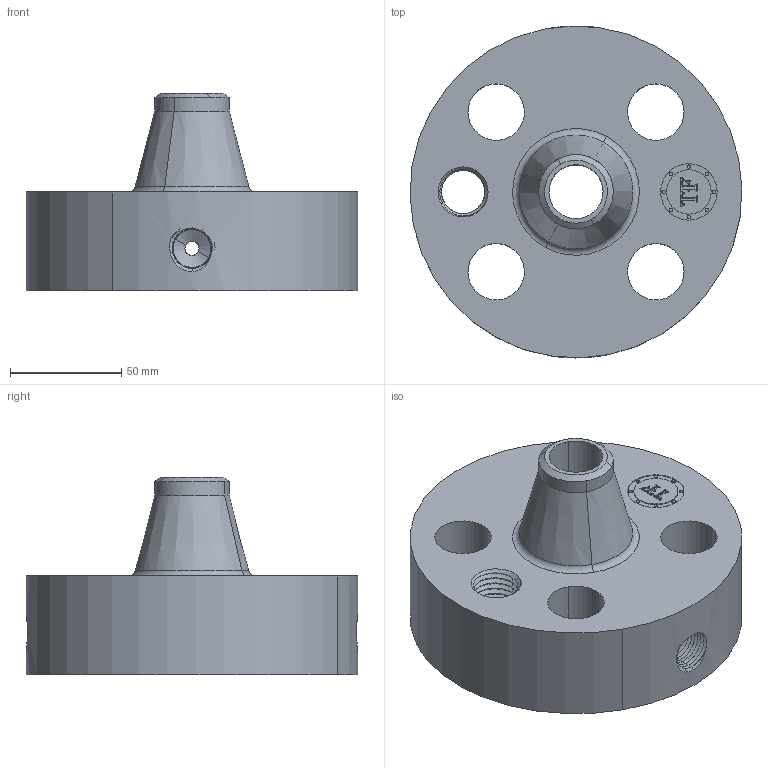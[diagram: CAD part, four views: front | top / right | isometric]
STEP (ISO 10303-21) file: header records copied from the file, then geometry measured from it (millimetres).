
FILE_DESCRIPTION(('3D STEP'),'2;1');
FILE_NAME('1-1500-RTJ-WELD-NECK-XH-ORIF-FLANGE.stp','2013-11-03T16:58:13+00:00',('Texas Flange'),(''),'CATIA Version 5 Release 20 SP 6 (IN-10)','CATIA V5 STEP AP214','800-826-3801');
FILE_SCHEMA(('AUTOMOTIVE_DESIGN { 1 0 10303 214 1 1 1 1 }'));
Length unit declared in the file: inch
Products named in the file (1): 1-1500-RTJ-WELD-NECK-XH-ORIF-FLANGE
Bounding box: 149.31 x 149.35 x 88.9 mm (x, y, z)
Volume: 671432.1 mm3; surface area: 86950.8 mm2
Topology: 1 solids, 1 shells, 771 faces, 2090 edges, 1341 vertices
Faces by surface type: plane 370, bspline 252, cylinder 85, cone 54, torus 6, revolution 4
Entity records: 32479 total; most frequent: CARTESIAN_POINT 13355, ORIENTED_EDGE 4180, EDGE_CURVE 2090, DIRECTION 2057, VERTEX_POINT 1341, VECTOR 1178, LINE 1178, EDGE_LOOP 807
